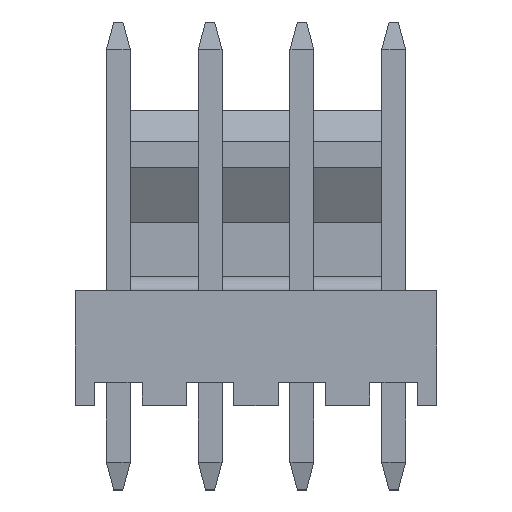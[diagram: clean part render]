
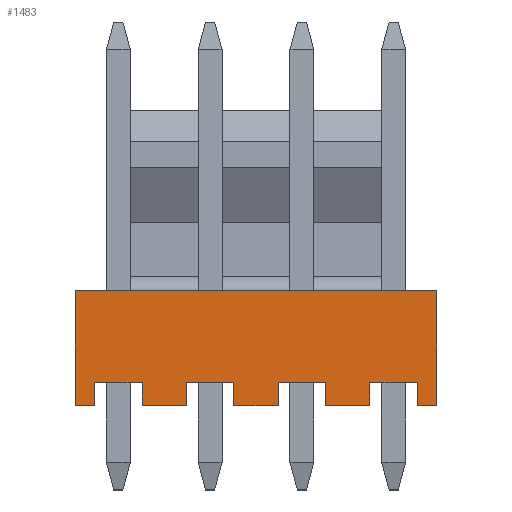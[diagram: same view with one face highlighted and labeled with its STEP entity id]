
A CAD part, top view. The second image highlights one B-rep face of the part: STEP entity #1483.
In plain terms, the highlighted planar face has unit normal (0, 0, 1).
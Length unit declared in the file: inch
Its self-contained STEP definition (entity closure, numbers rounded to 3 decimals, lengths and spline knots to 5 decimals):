
#1=DIRECTION('',(0.,-1.,0.));
#2=VECTOR('',#1,0.125);
#3=CARTESIAN_POINT('',(-0.197,0.0625,0.125));
#4=LINE('',#3,#2);
#33=DIRECTION('',(1.,0.,0.));
#34=VECTOR('',#33,0.052);
#35=CARTESIAN_POINT('',(0.124,-0.0375,0.125));
#36=LINE('',#35,#34);
#37=DIRECTION('',(0.,1.,0.));
#38=VECTOR('',#37,0.025);
#39=CARTESIAN_POINT('',(0.124,-0.0625,0.125));
#40=LINE('',#39,#38);
#41=DIRECTION('',(0.,1.,0.));
#42=VECTOR('',#41,0.025);
#43=CARTESIAN_POINT('',(0.076,-0.0625,0.125));
#44=LINE('',#43,#42);
#45=DIRECTION('',(1.,0.,0.));
#46=VECTOR('',#45,0.052);
#47=CARTESIAN_POINT('',(0.024,-0.0375,0.125));
#48=LINE('',#47,#46);
#49=DIRECTION('',(0.,1.,0.));
#50=VECTOR('',#49,0.025);
#51=CARTESIAN_POINT('',(0.024,-0.0625,0.125));
#52=LINE('',#51,#50);
#53=DIRECTION('',(0.,1.,0.));
#54=VECTOR('',#53,0.025);
#55=CARTESIAN_POINT('',(-0.024,-0.0625,0.125));
#56=LINE('',#55,#54);
#57=DIRECTION('',(1.,0.,0.));
#58=VECTOR('',#57,0.052);
#59=CARTESIAN_POINT('',(-0.076,-0.0375,0.125));
#60=LINE('',#59,#58);
#61=DIRECTION('',(0.,1.,0.));
#62=VECTOR('',#61,0.025);
#63=CARTESIAN_POINT('',(-0.076,-0.0625,0.125));
#64=LINE('',#63,#62);
#65=DIRECTION('',(0.,1.,0.));
#66=VECTOR('',#65,0.025);
#67=CARTESIAN_POINT('',(-0.124,-0.0625,0.125));
#68=LINE('',#67,#66);
#69=DIRECTION('',(1.,0.,0.));
#70=VECTOR('',#69,0.052);
#71=CARTESIAN_POINT('',(-0.176,-0.0375,0.125));
#72=LINE('',#71,#70);
#73=DIRECTION('',(0.,1.,0.));
#74=VECTOR('',#73,0.025);
#75=CARTESIAN_POINT('',(-0.176,-0.0625,0.125));
#76=LINE('',#75,#74);
#77=DIRECTION('',(1.,0.,0.));
#78=VECTOR('',#77,0.394);
#79=CARTESIAN_POINT('',(-0.197,0.0625,0.125));
#80=LINE('',#79,#78);
#81=DIRECTION('',(0.,1.,0.));
#82=VECTOR('',#81,0.025);
#83=CARTESIAN_POINT('',(0.176,-0.0625,0.125));
#84=LINE('',#83,#82);
#113=DIRECTION('',(1.,0.,0.));
#114=VECTOR('',#113,0.021);
#115=CARTESIAN_POINT('',(-0.197,-0.0625,0.125));
#116=LINE('',#115,#114);
#125=DIRECTION('',(1.,0.,0.));
#126=VECTOR('',#125,0.048);
#127=CARTESIAN_POINT('',(-0.124,-0.0625,0.125));
#128=LINE('',#127,#126);
#137=DIRECTION('',(1.,0.,0.));
#138=VECTOR('',#137,0.048);
#139=CARTESIAN_POINT('',(-0.024,-0.0625,0.125));
#140=LINE('',#139,#138);
#149=DIRECTION('',(1.,0.,0.));
#150=VECTOR('',#149,0.048);
#151=CARTESIAN_POINT('',(0.076,-0.0625,0.125));
#152=LINE('',#151,#150);
#157=DIRECTION('',(1.,0.,0.));
#158=VECTOR('',#157,0.021);
#159=CARTESIAN_POINT('',(0.176,-0.0625,0.125));
#160=LINE('',#159,#158);
#253=DIRECTION('',(0.,-1.,0.));
#254=VECTOR('',#253,0.125);
#255=CARTESIAN_POINT('',(0.197,0.0625,0.125));
#256=LINE('',#255,#254);
#1075=CARTESIAN_POINT('',(-0.197,0.0625,0.125));
#1076=CARTESIAN_POINT('',(-0.197,-0.0625,0.125));
#1077=VERTEX_POINT('',#1075);
#1078=VERTEX_POINT('',#1076);
#1083=CARTESIAN_POINT('',(0.197,0.0625,0.125));
#1084=CARTESIAN_POINT('',(0.197,-0.0625,0.125));
#1085=VERTEX_POINT('',#1083);
#1086=VERTEX_POINT('',#1084);
#1171=CARTESIAN_POINT('',(-0.176,-0.0375,0.125));
#1172=CARTESIAN_POINT('',(-0.124,-0.0375,0.125));
#1173=VERTEX_POINT('',#1171);
#1174=VERTEX_POINT('',#1172);
#1175=CARTESIAN_POINT('',(-0.176,-0.0625,0.125));
#1176=VERTEX_POINT('',#1175);
#1177=CARTESIAN_POINT('',(-0.124,-0.0625,0.125));
#1178=VERTEX_POINT('',#1177);
#1219=CARTESIAN_POINT('',(-0.076,-0.0375,0.125));
#1220=CARTESIAN_POINT('',(-0.024,-0.0375,0.125));
#1221=VERTEX_POINT('',#1219);
#1222=VERTEX_POINT('',#1220);
#1223=CARTESIAN_POINT('',(-0.076,-0.0625,0.125));
#1224=VERTEX_POINT('',#1223);
#1225=CARTESIAN_POINT('',(-0.024,-0.0625,0.125));
#1226=VERTEX_POINT('',#1225);
#1235=CARTESIAN_POINT('',(0.024,-0.0375,0.125));
#1236=CARTESIAN_POINT('',(0.076,-0.0375,0.125));
#1237=VERTEX_POINT('',#1235);
#1238=VERTEX_POINT('',#1236);
#1239=CARTESIAN_POINT('',(0.024,-0.0625,0.125));
#1240=VERTEX_POINT('',#1239);
#1241=CARTESIAN_POINT('',(0.076,-0.0625,0.125));
#1242=VERTEX_POINT('',#1241);
#1251=CARTESIAN_POINT('',(0.124,-0.0375,0.125));
#1252=CARTESIAN_POINT('',(0.176,-0.0375,0.125));
#1253=VERTEX_POINT('',#1251);
#1254=VERTEX_POINT('',#1252);
#1255=CARTESIAN_POINT('',(0.124,-0.0625,0.125));
#1256=VERTEX_POINT('',#1255);
#1257=CARTESIAN_POINT('',(0.176,-0.0625,0.125));
#1258=VERTEX_POINT('',#1257);
#1437=CARTESIAN_POINT('',(-0.197,0.0625,0.125));
#1438=DIRECTION('',(0.,0.,1.));
#1439=DIRECTION('',(0.,-1.,0.));
#1440=AXIS2_PLACEMENT_3D('',#1437,#1438,#1439);
#1441=PLANE('',#1440);
#1443=ORIENTED_EDGE('',*,*,#1442,.F.);
#1445=ORIENTED_EDGE('',*,*,#1444,.F.);
#1447=ORIENTED_EDGE('',*,*,#1446,.F.);
#1449=ORIENTED_EDGE('',*,*,#1448,.T.);
#1451=ORIENTED_EDGE('',*,*,#1450,.F.);
#1453=ORIENTED_EDGE('',*,*,#1452,.F.);
#1455=ORIENTED_EDGE('',*,*,#1454,.F.);
#1457=ORIENTED_EDGE('',*,*,#1456,.T.);
#1459=ORIENTED_EDGE('',*,*,#1458,.F.);
#1461=ORIENTED_EDGE('',*,*,#1460,.F.);
#1463=ORIENTED_EDGE('',*,*,#1462,.F.);
#1465=ORIENTED_EDGE('',*,*,#1464,.T.);
#1467=ORIENTED_EDGE('',*,*,#1466,.F.);
#1469=ORIENTED_EDGE('',*,*,#1468,.F.);
#1471=ORIENTED_EDGE('',*,*,#1470,.F.);
#1472=ORIENTED_EDGE('',*,*,#1416,.F.);
#1474=ORIENTED_EDGE('',*,*,#1473,.T.);
#1476=ORIENTED_EDGE('',*,*,#1475,.T.);
#1478=ORIENTED_EDGE('',*,*,#1477,.F.);
#1480=ORIENTED_EDGE('',*,*,#1479,.T.);
#1481=EDGE_LOOP('',(#1443,#1445,#1447,#1449,#1451,#1453,#1455,#1457,#1459,#1461,
#1463,#1465,#1467,#1469,#1471,#1472,#1474,#1476,#1478,#1480));
#1482=FACE_OUTER_BOUND('',#1481,.F.);
#1483=ADVANCED_FACE('',(#1482),#1441,.T.);
#1416=EDGE_CURVE('',#1077,#1078,#4,.T.);
#1442=EDGE_CURVE('',#1253,#1254,#36,.T.);
#1444=EDGE_CURVE('',#1256,#1253,#40,.T.);
#1446=EDGE_CURVE('',#1242,#1256,#152,.T.);
#1448=EDGE_CURVE('',#1242,#1238,#44,.T.);
#1450=EDGE_CURVE('',#1237,#1238,#48,.T.);
#1452=EDGE_CURVE('',#1240,#1237,#52,.T.);
#1454=EDGE_CURVE('',#1226,#1240,#140,.T.);
#1456=EDGE_CURVE('',#1226,#1222,#56,.T.);
#1458=EDGE_CURVE('',#1221,#1222,#60,.T.);
#1460=EDGE_CURVE('',#1224,#1221,#64,.T.);
#1462=EDGE_CURVE('',#1178,#1224,#128,.T.);
#1464=EDGE_CURVE('',#1178,#1174,#68,.T.);
#1466=EDGE_CURVE('',#1173,#1174,#72,.T.);
#1468=EDGE_CURVE('',#1176,#1173,#76,.T.);
#1470=EDGE_CURVE('',#1078,#1176,#116,.T.);
#1473=EDGE_CURVE('',#1077,#1085,#80,.T.);
#1475=EDGE_CURVE('',#1085,#1086,#256,.T.);
#1477=EDGE_CURVE('',#1258,#1086,#160,.T.);
#1479=EDGE_CURVE('',#1258,#1254,#84,.T.);
